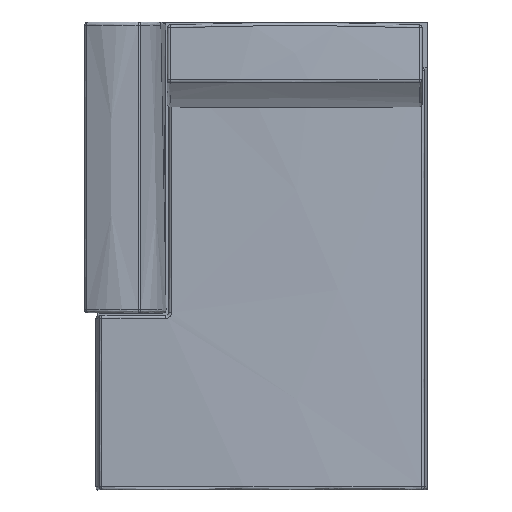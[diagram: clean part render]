
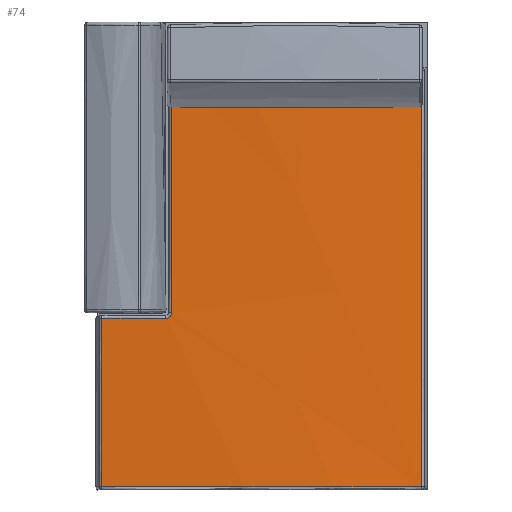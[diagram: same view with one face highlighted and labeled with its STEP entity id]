
A CAD part, top view. The second image highlights one B-rep face of the part: STEP entity #74.
In plain terms, the highlighted free-form (B-spline) face has degree [1, 2] with [2, 3] control points.
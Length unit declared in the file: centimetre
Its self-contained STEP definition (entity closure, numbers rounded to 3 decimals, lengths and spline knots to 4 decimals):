
#74=ADVANCED_FACE($,(#199),#1353,.T.);
#199=FACE_OUTER_BOUND($,#324,.T.);
#324=EDGE_LOOP($,(#461,#462,#463,#464,#465,#466,#467));
#461=ORIENTED_EDGE($,*,*,#969,.T.);
#462=ORIENTED_EDGE($,*,*,#970,.F.);
#463=ORIENTED_EDGE($,*,*,#971,.T.);
#464=ORIENTED_EDGE($,*,*,#973,.F.);
#465=ORIENTED_EDGE($,*,*,#972,.T.);
#466=ORIENTED_EDGE($,*,*,#974,.T.);
#467=ORIENTED_EDGE($,*,*,#975,.T.);
#969=EDGE_CURVE($,#1223,#1224,#1493,.T.);
#970=EDGE_CURVE($,#1225,#1224,#1494,.T.);
#971=EDGE_CURVE($,#1225,#1226,#1495,.T.);
#972=EDGE_CURVE($,#1227,#1228,#1496,.T.);
#973=EDGE_CURVE($,#1227,#1226,#1497,.T.);
#974=EDGE_CURVE($,#1228,#1229,#1498,.T.);
#975=EDGE_CURVE($,#1229,#1223,#1499,.T.);
#1223=VERTEX_POINT($,#2643);
#1224=VERTEX_POINT($,#2644);
#1225=VERTEX_POINT($,#2645);
#1226=VERTEX_POINT($,#2646);
#1227=VERTEX_POINT($,#2647);
#1228=VERTEX_POINT($,#2648);
#1229=VERTEX_POINT($,#2649);
#1353=(
BOUNDED_SURFACE()
B_SPLINE_SURFACE(1,2,((#2135,#2136,#2137),(#2138,#2139,#2140)),.UNSPECIFIED.,
.F.,.F.,.F.)
B_SPLINE_SURFACE_WITH_KNOTS((2,2),(3,3),(0.,139.8657),(-146.0116,
-62.6199),.UNSPECIFIED.)
GEOMETRIC_REPRESENTATION_ITEM()
RATIONAL_B_SPLINE_SURFACE(((1.,0.996,1.),
(1.,0.996,1.)))
REPRESENTATION_ITEM($)
SURFACE()
);
#1493=(
BOUNDED_CURVE()
B_SPLINE_CURVE(3,(#1881,#1882,#1883,#1884),.UNSPECIFIED.,.F.,.F.)
B_SPLINE_CURVE_WITH_KNOTS((4,4),(1.,81.7025),.UNSPECIFIED.)
CURVE()
GEOMETRIC_REPRESENTATION_ITEM()
RATIONAL_B_SPLINE_CURVE((1.,1.,1.,1.))
REPRESENTATION_ITEM($)
);
#1494=(
BOUNDED_CURVE()
B_SPLINE_CURVE(3,(#1885,#1886,#1887,#1888,#1889,#1890,#1891),.UNSPECIFIED.,
.F.,.F.)
B_SPLINE_CURVE_WITH_KNOTS((4,1,1,1,4),(0.,0.7608,1.5216,
2.3322,3.1427),.UNSPECIFIED.)
CURVE()
GEOMETRIC_REPRESENTATION_ITEM()
RATIONAL_B_SPLINE_CURVE((1.,1.,1.,1.,1.,1.,1.))
REPRESENTATION_ITEM($)
);
#1495=(
BOUNDED_CURVE()
B_SPLINE_CURVE(3,(#1892,#1893,#1894,#1895),.UNSPECIFIED.,.F.,.F.)
B_SPLINE_CURVE_WITH_KNOTS((4,4),(1.0434,22.3385),.UNSPECIFIED.)
CURVE()
GEOMETRIC_REPRESENTATION_ITEM()
RATIONAL_B_SPLINE_CURVE((1.,1.,1.,1.))
REPRESENTATION_ITEM($)
);
#1496=(
BOUNDED_CURVE()
B_SPLINE_CURVE(3,(#1896,#1897,#1898,#1899,#1900),.UNSPECIFIED.,.F.,.F.)
B_SPLINE_CURVE_WITH_KNOTS((4,1,4),(0.67,52.2626,107.2317),
.UNSPECIFIED.)
CURVE()
GEOMETRIC_REPRESENTATION_ITEM()
RATIONAL_B_SPLINE_CURVE((1.,1.,1.,1.,1.))
REPRESENTATION_ITEM($)
);
#1497=(
BOUNDED_CURVE()
B_SPLINE_CURVE(3,(#1901,#1902,#1903,#1904),.UNSPECIFIED.,.F.,.F.)
B_SPLINE_CURVE_WITH_KNOTS((4,4),(1.,57.1632),.UNSPECIFIED.)
CURVE()
GEOMETRIC_REPRESENTATION_ITEM()
RATIONAL_B_SPLINE_CURVE((1.,1.,1.,1.))
REPRESENTATION_ITEM($)
);
#1498=(
BOUNDED_CURVE()
B_SPLINE_CURVE(3,(#1905,#1906,#1907,#1908),.UNSPECIFIED.,.F.,.F.)
B_SPLINE_CURVE_WITH_KNOTS((4,4),(1.,139.8657),.UNSPECIFIED.)
CURVE()
GEOMETRIC_REPRESENTATION_ITEM()
RATIONAL_B_SPLINE_CURVE((1.,1.,1.,1.))
REPRESENTATION_ITEM($)
);
#1499=(
BOUNDED_CURVE()
B_SPLINE_CURVE(3,(#1909,#1910,#1911,#1912,#1913,#1914,#1915),.UNSPECIFIED.,
.F.,.F.)
B_SPLINE_CURVE_WITH_KNOTS((4,1,1,1,4),(0.67,26.4933,
53.7036,80.9144,83.9348),.UNSPECIFIED.)
CURVE()
GEOMETRIC_REPRESENTATION_ITEM()
RATIONAL_B_SPLINE_CURVE((1.,1.,1.,1.,1.,1.,1.))
REPRESENTATION_ITEM($)
);
#1881=CARTESIAN_POINT($,(12011.2902,-1350.0912,24.8824));
#1882=CARTESIAN_POINT($,(12011.2902,-1376.992,24.8824));
#1883=CARTESIAN_POINT($,(12011.2902,-1403.8929,24.8824));
#1884=CARTESIAN_POINT($,(12011.2902,-1430.7937,24.8824));
#1885=CARTESIAN_POINT($,(12009.2874,-1432.7937,24.7972));
#1886=CARTESIAN_POINT($,(12009.5411,-1432.7938,24.8084));
#1887=CARTESIAN_POINT($,(12010.0485,-1432.6962,24.8304));
#1888=CARTESIAN_POINT($,(12010.7155,-1432.2694,24.8586));
#1889=CARTESIAN_POINT($,(12011.179,-1431.6042,24.8779));
#1890=CARTESIAN_POINT($,(12011.2903,-1431.0639,24.8824));
#1891=CARTESIAN_POINT($,(12011.2902,-1430.7937,24.8824));
#1892=CARTESIAN_POINT($,(12009.2874,-1432.7937,24.7972));
#1893=CARTESIAN_POINT($,(12002.1862,-1432.7937,24.4852));
#1894=CARTESIAN_POINT($,(11995.0895,-1432.7937,24.0693));
#1895=CARTESIAN_POINT($,(11988.0004,-1432.7937,23.5494));
#1896=CARTESIAN_POINT($,(11988.0004,-1488.9569,23.5494));
#1897=CARTESIAN_POINT($,(12005.1755,-1488.9569,24.809));
#1898=CARTESIAN_POINT($,(12040.7418,-1488.9569,26.1497));
#1899=CARTESIAN_POINT($,(12076.3142,-1488.9569,24.8915));
#1900=CARTESIAN_POINT($,(12094.6133,-1488.9569,23.5494));
#1901=CARTESIAN_POINT($,(11988.0004,-1488.9569,23.5494));
#1902=CARTESIAN_POINT($,(11988.0004,-1470.2358,23.5494));
#1903=CARTESIAN_POINT($,(11988.0004,-1451.5148,23.5494));
#1904=CARTESIAN_POINT($,(11988.0004,-1432.7937,23.5494));
#1905=CARTESIAN_POINT($,(12094.6133,-1488.9569,23.5494));
#1906=CARTESIAN_POINT($,(12094.6133,-1442.6683,23.5494));
#1907=CARTESIAN_POINT($,(12094.6133,-1396.3798,23.5494));
#1908=CARTESIAN_POINT($,(12094.6133,-1350.0912,23.5494));
#1909=CARTESIAN_POINT($,(12094.6133,-1350.0912,23.5494));
#1910=CARTESIAN_POINT($,(12086.0168,-1350.0912,24.1799));
#1911=CARTESIAN_POINT($,(12068.339,-1350.0912,25.1605));
#1912=CARTESIAN_POINT($,(12041.5543,-1350.0912,25.6695));
#1913=CARTESIAN_POINT($,(12022.3807,-1350.0912,25.3181));
#1914=CARTESIAN_POINT($,(12012.2975,-1350.0912,24.9239));
#1915=CARTESIAN_POINT($,(12011.2902,-1350.0912,24.8824));
#2135=CARTESIAN_POINT($,(12094.6133,-1489.9569,23.5494));
#2136=CARTESIAN_POINT($,(12041.3069,-1489.9569,27.4592));
#2137=CARTESIAN_POINT($,(11988.0004,-1489.9569,23.5494));
#2138=CARTESIAN_POINT($,(12094.6133,-1350.0912,23.5494));
#2139=CARTESIAN_POINT($,(12041.3069,-1350.0912,27.4592));
#2140=CARTESIAN_POINT($,(11988.0004,-1350.0912,23.5494));
#2643=CARTESIAN_POINT($,(12011.2902,-1350.0912,24.8824));
#2644=CARTESIAN_POINT($,(12011.2902,-1430.7937,24.8824));
#2645=CARTESIAN_POINT($,(12009.2874,-1432.7937,24.7972));
#2646=CARTESIAN_POINT($,(11988.0004,-1432.7937,23.5494));
#2647=CARTESIAN_POINT($,(11988.0004,-1488.9569,23.5494));
#2648=CARTESIAN_POINT($,(12094.6133,-1488.9569,23.5494));
#2649=CARTESIAN_POINT($,(12094.6133,-1350.0912,23.5494));
